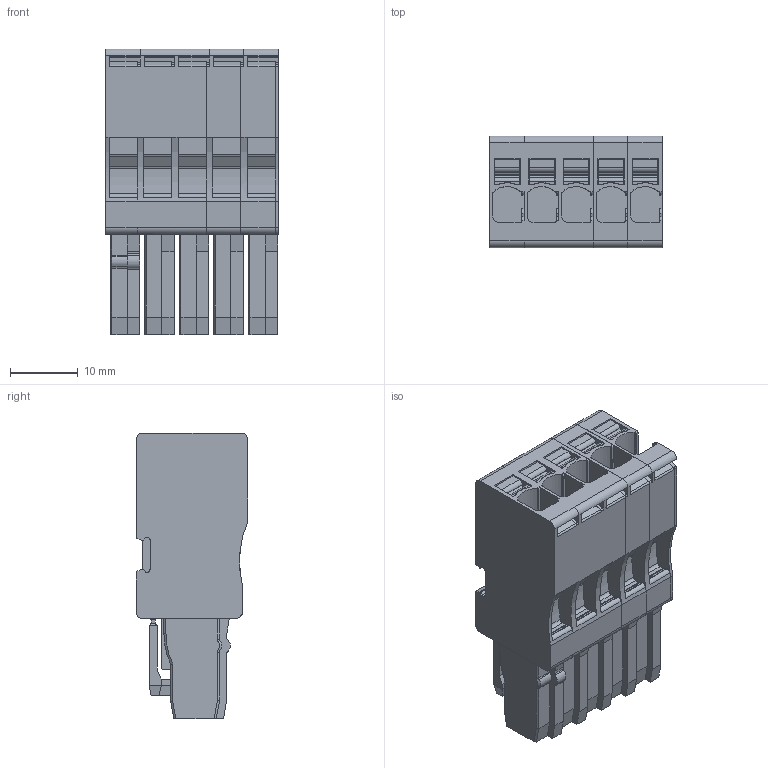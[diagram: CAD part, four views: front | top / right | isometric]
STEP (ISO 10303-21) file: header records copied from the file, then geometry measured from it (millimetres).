
FILE_DESCRIPTION(('CATIA V5R24 STEP','CAx-IF Rec.Pracs.--- Model Styling and Organization---1.2---2011-12-15'),'2;1');
FILE_NAME ('8655158_2', '2017-07-04T06:57:30+00:00', ('Weidmueller Interface'), ('Weidmueller'), 'CATIA Version 5-6 Release 2014 SP4 HF52', 'CATIA V5 STEP AP214', 'none');
FILE_SCHEMA(('AUTOMOTIVE_DESIGN { 1 0 10303 214 1 1 1 1 }'));
Products named in the file (1): 1513780000_APG_2-5_5_3BG_BL_GN
Bounding box: 25.5 x 16.5 x 42.25 mm (x, y, z)
Volume: 12133.1 mm3; surface area: 9969.9 mm2
Topology: 9 solids, 9 shells, 1599 faces, 4418 edges, 2882 vertices
Faces by surface type: plane 837, cylinder 577, extrusion 65, cone 64, torus 56
Entity records: 52641 total; most frequent: CARTESIAN_POINT 11508, ORIENTED_EDGE 8836, DIRECTION 6927, EDGE_CURVE 4418, VECTOR 3069, LINE 3004, VERTEX_POINT 2882, AXIS2_PLACEMENT_3D 2489
